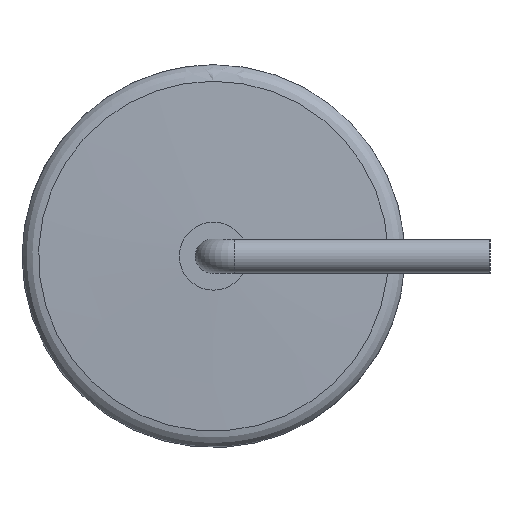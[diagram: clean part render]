
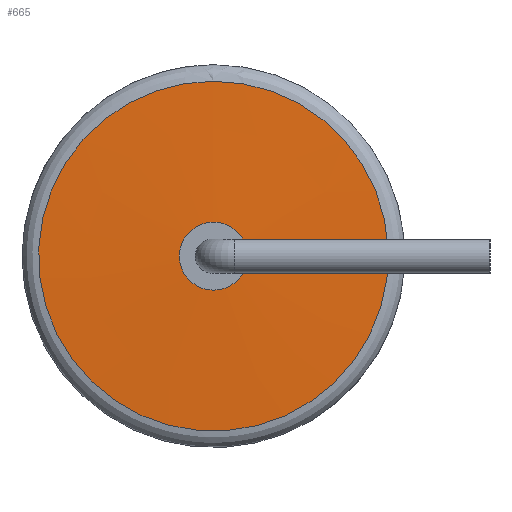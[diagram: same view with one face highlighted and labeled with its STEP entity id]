
A CAD part, left-side view. The second image highlights one B-rep face of the part: STEP entity #665.
In plain terms, the highlighted conical face has half-angle 88.452 degrees and reference radius 0.8 mm.
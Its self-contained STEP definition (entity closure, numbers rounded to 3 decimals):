
#434 = ( BOUNDED_SURFACE() B_SPLINE_SURFACE(2,13,(
    (#435,#436,#437,#438,#439,#440,#441,#442,#443,#444,#445,#446,#447
      ,#448)
    ,(#449,#450,#451,#452,#453,#454,#455,#456,#457,#458,#459,#460,#461
      ,#462)
    ,(#463,#464,#465,#466,#467,#468,#469,#470,#471,#472,#473,#474,#475
,#476
    )),.UNSPECIFIED.,.F.,.T.,.F.) B_SPLINE_SURFACE_WITH_KNOTS((3,3),(14,
    14),(0.,28.274),(0.,28.274),
.PIECEWISE_BEZIER_KNOTS.) GEOMETRIC_REPRESENTATION_ITEM() 
RATIONAL_B_SPLINE_SURFACE((
    (1.,1.,1.,1.,1.,1.,1.,1.,1.,1.,1.,1.,1.,1.)
    ,(0.717,0.717,0.717,0.717
      ,0.717,0.717,0.717,0.717
      ,0.717,0.717,0.717,0.717
      ,0.717,0.717)
    ,(1.,1.,1.,1.,1.,1.,1.,1.,1.,1.,1.,1.,1.,1.
))) REPRESENTATION_ITEM('') SURFACE() );
#435 = CARTESIAN_POINT('',(-9.911,0.,
    4.111));
#436 = CARTESIAN_POINT('',(-9.911,-1.958,
    4.111));
#437 = CARTESIAN_POINT('',(-9.911,-3.961,
    3.099));
#438 = CARTESIAN_POINT('',(-9.911,-5.394,
    1.016));
#439 = CARTESIAN_POINT('',(-9.911,-5.614,
    -1.85));
#440 = CARTESIAN_POINT('',(-9.911,-4.087,
    -4.325));
#441 = CARTESIAN_POINT('',(-9.911,-1.858,
    -6.141));
#442 = CARTESIAN_POINT('',(-9.911,1.858,-6.141
    ));
#443 = CARTESIAN_POINT('',(-9.911,4.087,-4.325)
  );
#444 = CARTESIAN_POINT('',(-9.911,5.614,
    -1.85));
#445 = CARTESIAN_POINT('',(-9.911,5.394,1.016)
  );
#446 = CARTESIAN_POINT('',(-9.911,3.961,3.099)
  );
#447 = CARTESIAN_POINT('',(-9.911,1.958,4.111
    ));
#448 = CARTESIAN_POINT('',(-9.911,0.,
    4.111));
#449 = CARTESIAN_POINT('',(-9.9,0.,4.5));
#450 = CARTESIAN_POINT('',(-9.9,-2.143,4.5));
#451 = CARTESIAN_POINT('',(-9.9,-4.336,3.392));
#452 = CARTESIAN_POINT('',(-9.9,-5.904,1.112));
#453 = CARTESIAN_POINT('',(-9.9,-6.145,-2.025));
#454 = CARTESIAN_POINT('',(-9.9,-4.474,-4.735));
#455 = CARTESIAN_POINT('',(-9.9,-2.034,-6.723));
#456 = CARTESIAN_POINT('',(-9.9,2.034,-6.723));
#457 = CARTESIAN_POINT('',(-9.9,4.474,-4.735));
#458 = CARTESIAN_POINT('',(-9.9,6.145,-2.025));
#459 = CARTESIAN_POINT('',(-9.9,5.904,1.112));
#460 = CARTESIAN_POINT('',(-9.9,4.336,3.392));
#461 = CARTESIAN_POINT('',(-9.9,2.143,4.5));
#462 = CARTESIAN_POINT('',(-9.9,0.,4.5));
#463 = CARTESIAN_POINT('',(-9.511,0.,4.5));
#464 = CARTESIAN_POINT('',(-9.511,-2.143,4.5));
#465 = CARTESIAN_POINT('',(-9.511,-4.336,
    3.392));
#466 = CARTESIAN_POINT('',(-9.511,-5.904,
    1.112));
#467 = CARTESIAN_POINT('',(-9.511,-6.145,
    -2.025));
#468 = CARTESIAN_POINT('',(-9.511,-4.474,
    -4.735));
#469 = CARTESIAN_POINT('',(-9.511,-2.034,
    -6.723));
#470 = CARTESIAN_POINT('',(-9.511,2.034,
    -6.723));
#471 = CARTESIAN_POINT('',(-9.511,4.474,
    -4.735));
#472 = CARTESIAN_POINT('',(-9.511,6.145,
    -2.025));
#473 = CARTESIAN_POINT('',(-9.511,5.904,1.112
    ));
#474 = CARTESIAN_POINT('',(-9.511,4.336,3.392
    ));
#475 = CARTESIAN_POINT('',(-9.511,2.143,4.5));
#476 = CARTESIAN_POINT('',(-9.511,0.,4.5));
#545 = VERTEX_POINT('',#546);
#546 = CARTESIAN_POINT('',(-9.911,0.,
    4.111));
#567 = EDGE_CURVE('',#545,#545,#568,.T.);
#568 = SURFACE_CURVE('',#569,(#584,#591),.PCURVE_S1.);
#569 = ( BOUNDED_CURVE() B_SPLINE_CURVE(13,(#570,#571,#572,#573,#574,
    #575,#576,#577,#578,#579,#580,#581,#582,#583),.UNSPECIFIED.,.T.,.F.)
 B_SPLINE_CURVE_WITH_KNOTS((14,14),(0.,28.274),
.PIECEWISE_BEZIER_KNOTS.) CURVE() GEOMETRIC_REPRESENTATION_ITEM() 
RATIONAL_B_SPLINE_CURVE((1.,1.,1.,1.,1.,1.,1.,1.
,1.,1.,1.,1.,1.,1.)) REPRESENTATION_ITEM('') );
#570 = CARTESIAN_POINT('',(-9.911,0.,
    4.111));
#571 = CARTESIAN_POINT('',(-9.911,-1.958,
    4.111));
#572 = CARTESIAN_POINT('',(-9.911,-3.961,
    3.099));
#573 = CARTESIAN_POINT('',(-9.911,-5.394,
    1.016));
#574 = CARTESIAN_POINT('',(-9.911,-5.614,
    -1.85));
#575 = CARTESIAN_POINT('',(-9.911,-4.087,
    -4.325));
#576 = CARTESIAN_POINT('',(-9.911,-1.858,
    -6.141));
#577 = CARTESIAN_POINT('',(-9.911,1.858,-6.141
    ));
#578 = CARTESIAN_POINT('',(-9.911,4.087,-4.325)
  );
#579 = CARTESIAN_POINT('',(-9.911,5.614,
    -1.85));
#580 = CARTESIAN_POINT('',(-9.911,5.394,1.016)
  );
#581 = CARTESIAN_POINT('',(-9.911,3.961,3.099)
  );
#582 = CARTESIAN_POINT('',(-9.911,1.958,4.111
    ));
#583 = CARTESIAN_POINT('',(-9.911,0.,
    4.111));
#584 = PCURVE('',#434,#585);
#585 = DEFINITIONAL_REPRESENTATION('',(#586),#590);
#586 = LINE('',#587,#588);
#587 = CARTESIAN_POINT('',(0.,0.));
#588 = VECTOR('',#589,1.);
#589 = DIRECTION('',(0.,1.));
#590 = ( GEOMETRIC_REPRESENTATION_CONTEXT(2) 
PARAMETRIC_REPRESENTATION_CONTEXT() REPRESENTATION_CONTEXT('2D SPACE',''
  ) );
#591 = PCURVE('',#592,#597);
#592 = CONICAL_SURFACE('',#593,0.8,1.544);
#593 = AXIS2_PLACEMENT_3D('',#594,#595,#596);
#594 = CARTESIAN_POINT('',(-10.,0.,0.));
#595 = DIRECTION('',(1.,0.,0.));
#596 = DIRECTION('',(0.,0.,1.));
#597 = DEFINITIONAL_REPRESENTATION('',(#598),#629);
#598 = B_SPLINE_CURVE_WITH_KNOTS('',8,(#599,#600,#601,#602,#603,#604,
    #605,#606,#607,#608,#609,#610,#611,#612,#613,#614,#615,#616,#617,
    #618,#619,#620,#621,#622,#623,#624,#625,#626,#627,#628),
  .UNSPECIFIED.,.F.,.F.,(9,7,7,7,9),(0.,7.069,
    14.137,21.206,28.274),.UNSPECIFIED.);
#599 = CARTESIAN_POINT('',(0.,0.089));
#600 = CARTESIAN_POINT('',(0.194,0.089));
#601 = CARTESIAN_POINT('',(0.389,0.089));
#602 = CARTESIAN_POINT('',(0.585,0.089));
#603 = CARTESIAN_POINT('',(0.782,0.089));
#604 = CARTESIAN_POINT('',(0.98,0.089));
#605 = CARTESIAN_POINT('',(1.176,0.089));
#606 = CARTESIAN_POINT('',(1.373,0.089));
#607 = CARTESIAN_POINT('',(1.767,0.089));
#608 = CARTESIAN_POINT('',(1.963,0.089));
#609 = CARTESIAN_POINT('',(2.16,0.089));
#610 = CARTESIAN_POINT('',(2.356,0.089));
#611 = CARTESIAN_POINT('',(2.553,0.089));
#612 = CARTESIAN_POINT('',(2.749,0.089));
#613 = CARTESIAN_POINT('',(2.945,0.089));
#614 = CARTESIAN_POINT('',(3.338,0.089));
#615 = CARTESIAN_POINT('',(3.534,0.089));
#616 = CARTESIAN_POINT('',(3.731,0.089));
#617 = CARTESIAN_POINT('',(3.927,0.089));
#618 = CARTESIAN_POINT('',(4.123,0.089));
#619 = CARTESIAN_POINT('',(4.32,0.089));
#620 = CARTESIAN_POINT('',(4.516,0.089));
#621 = CARTESIAN_POINT('',(4.91,0.089));
#622 = CARTESIAN_POINT('',(5.107,0.089));
#623 = CARTESIAN_POINT('',(5.304,0.089));
#624 = CARTESIAN_POINT('',(5.501,0.089));
#625 = CARTESIAN_POINT('',(5.698,0.089));
#626 = CARTESIAN_POINT('',(5.894,0.089));
#627 = CARTESIAN_POINT('',(6.09,0.089));
#628 = CARTESIAN_POINT('',(6.283,0.089));
#629 = ( GEOMETRIC_REPRESENTATION_CONTEXT(2) 
PARAMETRIC_REPRESENTATION_CONTEXT() REPRESENTATION_CONTEXT('2D SPACE',''
  ) );
#665 = ADVANCED_FACE('',(#666),#592,.T.);
#666 = FACE_BOUND('',#667,.T.);
#667 = EDGE_LOOP('',(#668,#691,#718,#719));
#668 = ORIENTED_EDGE('',*,*,#669,.F.);
#669 = EDGE_CURVE('',#670,#545,#672,.T.);
#670 = VERTEX_POINT('',#671);
#671 = CARTESIAN_POINT('',(-10.,0.,0.8));
#672 = SEAM_CURVE('',#673,(#677,#684),.PCURVE_S1.);
#673 = LINE('',#674,#675);
#674 = CARTESIAN_POINT('',(-10.,0.,0.8));
#675 = VECTOR('',#676,1.);
#676 = DIRECTION('',(0.027,0.,
    1.));
#677 = PCURVE('',#592,#678);
#678 = DEFINITIONAL_REPRESENTATION('',(#679),#683);
#679 = LINE('',#680,#681);
#680 = CARTESIAN_POINT('',(0.,0.));
#681 = VECTOR('',#682,1.);
#682 = DIRECTION('',(0.,1.));
#683 = ( GEOMETRIC_REPRESENTATION_CONTEXT(2) 
PARAMETRIC_REPRESENTATION_CONTEXT() REPRESENTATION_CONTEXT('2D SPACE',''
  ) );
#684 = PCURVE('',#592,#685);
#685 = DEFINITIONAL_REPRESENTATION('',(#686),#690);
#686 = LINE('',#687,#688);
#687 = CARTESIAN_POINT('',(6.283,0.));
#688 = VECTOR('',#689,1.);
#689 = DIRECTION('',(0.,1.));
#690 = ( GEOMETRIC_REPRESENTATION_CONTEXT(2) 
PARAMETRIC_REPRESENTATION_CONTEXT() REPRESENTATION_CONTEXT('2D SPACE',''
  ) );
#691 = ORIENTED_EDGE('',*,*,#692,.T.);
#692 = EDGE_CURVE('',#670,#670,#693,.T.);
#693 = SURFACE_CURVE('',#694,(#699,#706),.PCURVE_S1.);
#694 = CIRCLE('',#695,0.8);
#695 = AXIS2_PLACEMENT_3D('',#696,#697,#698);
#696 = CARTESIAN_POINT('',(-10.,0.,0.));
#697 = DIRECTION('',(1.,0.,0.));
#698 = DIRECTION('',(0.,0.,1.));
#699 = PCURVE('',#592,#700);
#700 = DEFINITIONAL_REPRESENTATION('',(#701),#705);
#701 = LINE('',#702,#703);
#702 = CARTESIAN_POINT('',(0.,0.));
#703 = VECTOR('',#704,1.);
#704 = DIRECTION('',(1.,0.));
#705 = ( GEOMETRIC_REPRESENTATION_CONTEXT(2) 
PARAMETRIC_REPRESENTATION_CONTEXT() REPRESENTATION_CONTEXT('2D SPACE',''
  ) );
#706 = PCURVE('',#707,#712);
#707 = PLANE('',#708);
#708 = AXIS2_PLACEMENT_3D('',#709,#710,#711);
#709 = CARTESIAN_POINT('',(-10.,0.,0.));
#710 = DIRECTION('',(1.,0.,0.));
#711 = DIRECTION('',(0.,0.,1.));
#712 = DEFINITIONAL_REPRESENTATION('',(#713),#717);
#713 = CIRCLE('',#714,0.8);
#714 = AXIS2_PLACEMENT_2D('',#715,#716);
#715 = CARTESIAN_POINT('',(0.,0.));
#716 = DIRECTION('',(1.,0.));
#717 = ( GEOMETRIC_REPRESENTATION_CONTEXT(2) 
PARAMETRIC_REPRESENTATION_CONTEXT() REPRESENTATION_CONTEXT('2D SPACE',''
  ) );
#718 = ORIENTED_EDGE('',*,*,#669,.T.);
#719 = ORIENTED_EDGE('',*,*,#567,.F.);
